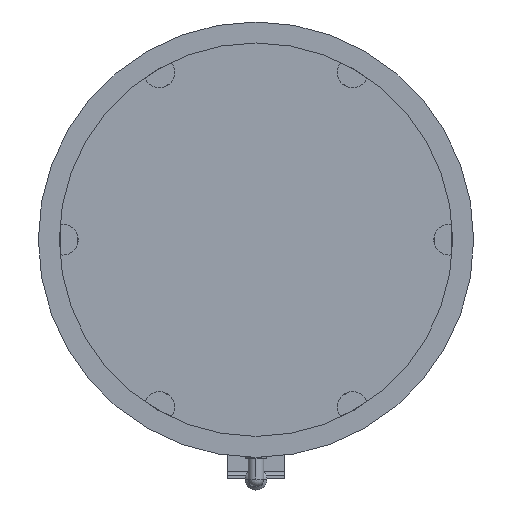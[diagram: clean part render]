
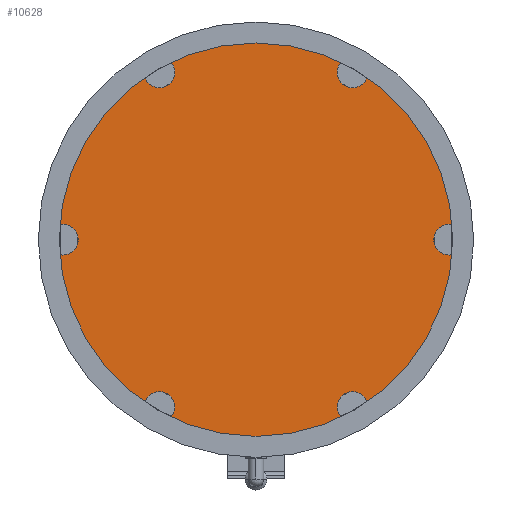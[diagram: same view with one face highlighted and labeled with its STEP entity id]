
A CAD part, front view. The second image highlights one B-rep face of the part: STEP entity #10628.
In plain terms, the highlighted planar face has unit normal (0, -1, 0).
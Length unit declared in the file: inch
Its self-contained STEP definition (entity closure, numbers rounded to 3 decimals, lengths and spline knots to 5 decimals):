
#103 = EDGE_CURVE ( 'NONE', #13932, #9548, #1689, .T. ) ;
#489 = CARTESIAN_POINT ( 'NONE',  ( 0., -4.53, 4.971 ) ) ;
#611 = CIRCLE ( 'NONE', #9965, 0.365 ) ;
#753 = CARTESIAN_POINT ( 'NONE',  ( 2.3, -4.53, -3.61872 ) ) ;
#1218 = CIRCLE ( 'NONE', #7136, 0.365 ) ;
#1222 = DIRECTION ( 'NONE',  ( 0., 0., 1. ) ) ;
#1436 = FACE_BOUND ( 'NONE', #9275, .T. ) ;
#1452 = AXIS2_PLACEMENT_3D ( 'NONE', #15338, #7131, #16706 ) ;
#1460 = EDGE_CURVE ( 'NONE', #9843, #15935, #611, .T. ) ;
#1689 = CIRCLE ( 'NONE', #7347, 0.365 ) ;
#1868 = FACE_BOUND ( 'NONE', #13432, .T. ) ;
#1912 = CARTESIAN_POINT ( 'NONE',  ( 2.3, -4.53, 3.98372 ) ) ;
#2245 = CARTESIAN_POINT ( 'NONE',  ( 2.3, -4.53, 4.34872 ) ) ;
#2341 = AXIS2_PLACEMENT_3D ( 'NONE', #15631, #7423, #16991 ) ;
#2600 = EDGE_CURVE ( 'NONE', #15881, #3866, #1218, .T. ) ;
#2691 = ORIENTED_EDGE ( 'NONE', *, *, #5409, .T. ) ;
#2724 = DIRECTION ( 'NONE',  ( 0., 1., 0. ) ) ;
#3127 = VERTEX_POINT ( 'NONE', #14891 ) ;
#3209 = DIRECTION ( 'NONE',  ( 0., 1., 0. ) ) ;
#3309 = DIRECTION ( 'NONE',  ( 0., 0., 1. ) ) ;
#3519 = CARTESIAN_POINT ( 'NONE',  ( 4.6, -4.53, 0. ) ) ;
#3866 = VERTEX_POINT ( 'NONE', #7174 ) ;
#3915 = DIRECTION ( 'NONE',  ( 0., 1., 0. ) ) ;
#4180 = CIRCLE ( 'NONE', #5488, 0.365 ) ;
#4490 = CARTESIAN_POINT ( 'NONE',  ( -4.6, -4.53, -0.365 ) ) ;
#4795 = AXIS2_PLACEMENT_3D ( 'NONE', #13040, #4853, #14437 ) ;
#4853 = DIRECTION ( 'NONE',  ( 0., -1., 0. ) ) ;
#4879 = DIRECTION ( 'NONE',  ( 0., 0., 1. ) ) ;
#4890 = CARTESIAN_POINT ( 'NONE',  ( -2.3, -4.53, 3.98372 ) ) ;
#5034 = ORIENTED_EDGE ( 'NONE', *, *, #5844, .T. ) ;
#5092 = FACE_BOUND ( 'NONE', #9405, .T. ) ;
#5134 = CIRCLE ( 'NONE', #2341, 0.365 ) ;
#5409 = EDGE_CURVE ( 'NONE', #10587, #7414, #7927, .T. ) ;
#5431 = ORIENTED_EDGE ( 'NONE', *, *, #1460, .T. ) ;
#5453 = AXIS2_PLACEMENT_3D ( 'NONE', #4890, #14467, #6269 ) ;
#5488 = AXIS2_PLACEMENT_3D ( 'NONE', #7725, #17313, #9075 ) ;
#5691 = AXIS2_PLACEMENT_3D ( 'NONE', #1912, #11475, #3309 ) ;
#5734 = EDGE_LOOP ( 'NONE', ( #12857, #8626 ) ) ;
#5807 = ORIENTED_EDGE ( 'NONE', *, *, #2600, .T. ) ;
#5844 = EDGE_CURVE ( 'NONE', #7414, #10587, #5134, .T. ) ;
#5915 = CARTESIAN_POINT ( 'NONE',  ( 2.3, -4.53, 3.98372 ) ) ;
#6269 = DIRECTION ( 'NONE',  ( 0., 0., 1. ) ) ;
#6366 = ORIENTED_EDGE ( 'NONE', *, *, #13813, .T. ) ;
#6393 = CARTESIAN_POINT ( 'NONE',  ( -2.3, -4.53, 4.34872 ) ) ;
#6466 = ORIENTED_EDGE ( 'NONE', *, *, #103, .T. ) ;
#6514 = DIRECTION ( 'NONE',  ( 0., -1., 0. ) ) ;
#6838 = CARTESIAN_POINT ( 'NONE',  ( -4.6, -4.53, 0. ) ) ;
#7069 = CARTESIAN_POINT ( 'NONE',  ( 2.3, -4.53, -4.34872 ) ) ;
#7131 = DIRECTION ( 'NONE',  ( 0., 1., 0. ) ) ;
#7136 = AXIS2_PLACEMENT_3D ( 'NONE', #5915, #15502, #7291 ) ;
#7174 = CARTESIAN_POINT ( 'NONE',  ( 2.3, -4.53, 3.61872 ) ) ;
#7291 = DIRECTION ( 'NONE',  ( 0., 0., 1. ) ) ;
#7347 = AXIS2_PLACEMENT_3D ( 'NONE', #8147, #17736, #9500 ) ;
#7414 = VERTEX_POINT ( 'NONE', #11852 ) ;
#7423 = DIRECTION ( 'NONE',  ( 0., 1., 0. ) ) ;
#7473 = VERTEX_POINT ( 'NONE', #13371 ) ;
#7538 = EDGE_CURVE ( 'NONE', #11224, #10939, #12263, .T. ) ;
#7725 = CARTESIAN_POINT ( 'NONE',  ( -4.6, -4.53, 0. ) ) ;
#7816 = EDGE_CURVE ( 'NONE', #15935, #9843, #8404, .T. ) ;
#7927 = CIRCLE ( 'NONE', #5453, 0.365 ) ;
#7941 = ORIENTED_EDGE ( 'NONE', *, *, #16962, .T. ) ;
#8147 = CARTESIAN_POINT ( 'NONE',  ( 2.3, -4.53, -3.98372 ) ) ;
#8194 = DIRECTION ( 'NONE',  ( 0., 0., 1. ) ) ;
#8287 = VERTEX_POINT ( 'NONE', #11738 ) ;
#8299 = FACE_BOUND ( 'NONE', #8619, .T. ) ;
#8404 = CIRCLE ( 'NONE', #10129, 0.365 ) ;
#8619 = EDGE_LOOP ( 'NONE', ( #17001, #6366 ) ) ;
#8626 = ORIENTED_EDGE ( 'NONE', *, *, #13582, .T. ) ;
#8655 = CARTESIAN_POINT ( 'NONE',  ( -2.3, -4.53, -4.34872 ) ) ;
#8709 = FACE_OUTER_BOUND ( 'NONE', #5734, .T. ) ;
#8913 = ORIENTED_EDGE ( 'NONE', *, *, #12902, .T. ) ;
#9065 = CIRCLE ( 'NONE', #9107, 0.365 ) ;
#9075 = DIRECTION ( 'NONE',  ( 0., 0., 1. ) ) ;
#9107 = AXIS2_PLACEMENT_3D ( 'NONE', #10885, #2724, #12262 ) ;
#9205 = CIRCLE ( 'NONE', #4795, 4.971 ) ;
#9275 = EDGE_LOOP ( 'NONE', ( #7941, #6466 ) ) ;
#9405 = EDGE_LOOP ( 'NONE', ( #2691, #5034 ) ) ;
#9418 = DIRECTION ( 'NONE',  ( 0., -1., 0. ) ) ;
#9500 = DIRECTION ( 'NONE',  ( 0., 0., 1. ) ) ;
#9548 = VERTEX_POINT ( 'NONE', #753 ) ;
#9842 = EDGE_CURVE ( 'NONE', #3866, #15881, #16899, .T. ) ;
#9843 = VERTEX_POINT ( 'NONE', #8655 ) ;
#9965 = AXIS2_PLACEMENT_3D ( 'NONE', #12084, #3915, #13484 ) ;
#10129 = AXIS2_PLACEMENT_3D ( 'NONE', #11375, #3209, #12735 ) ;
#10540 = CARTESIAN_POINT ( 'NONE',  ( -2.3, -4.53, -3.61872 ) ) ;
#10587 = VERTEX_POINT ( 'NONE', #6393 ) ;
#10628 = ADVANCED_FACE ( 'NONE', ( #1868, #15595, #5092, #8709, #11922, #1436, #8299 ), #11931, .T. ) ;
#10885 = CARTESIAN_POINT ( 'NONE',  ( 2.3, -4.53, -3.98372 ) ) ;
#10939 = VERTEX_POINT ( 'NONE', #17023 ) ;
#11224 = VERTEX_POINT ( 'NONE', #489 ) ;
#11375 = CARTESIAN_POINT ( 'NONE',  ( -2.3, -4.53, -3.98372 ) ) ;
#11475 = DIRECTION ( 'NONE',  ( 0., 1., 0. ) ) ;
#11738 = CARTESIAN_POINT ( 'NONE',  ( 4.6, -4.53, 0.365 ) ) ;
#11852 = CARTESIAN_POINT ( 'NONE',  ( -2.3, -4.53, 3.61872 ) ) ;
#11922 = FACE_BOUND ( 'NONE', #17033, .T. ) ;
#11931 = PLANE ( 'NONE',  #13613 ) ;
#12084 = CARTESIAN_POINT ( 'NONE',  ( -2.3, -4.53, -3.98372 ) ) ;
#12127 = AXIS2_PLACEMENT_3D ( 'NONE', #6838, #16401, #8194 ) ;
#12203 = CIRCLE ( 'NONE', #12127, 0.365 ) ;
#12262 = DIRECTION ( 'NONE',  ( 0., 0., 1. ) ) ;
#12263 = CIRCLE ( 'NONE', #15995, 4.971 ) ;
#12594 = EDGE_CURVE ( 'NONE', #7473, #12959, #4180, .T. ) ;
#12735 = DIRECTION ( 'NONE',  ( 0., 0., 1. ) ) ;
#12857 = ORIENTED_EDGE ( 'NONE', *, *, #7538, .T. ) ;
#12902 = EDGE_CURVE ( 'NONE', #8287, #3127, #14460, .T. ) ;
#12959 = VERTEX_POINT ( 'NONE', #4490 ) ;
#13040 = CARTESIAN_POINT ( 'NONE',  ( 0., -4.53, 0. ) ) ;
#13069 = DIRECTION ( 'NONE',  ( 0., 1., 0. ) ) ;
#13314 = CARTESIAN_POINT ( 'NONE',  ( 0., -4.53, 0. ) ) ;
#13371 = CARTESIAN_POINT ( 'NONE',  ( -4.6, -4.53, 0.365 ) ) ;
#13432 = EDGE_LOOP ( 'NONE', ( #15011, #5431 ) ) ;
#13484 = DIRECTION ( 'NONE',  ( 0., 0., 1. ) ) ;
#13582 = EDGE_CURVE ( 'NONE', #10939, #11224, #9205, .T. ) ;
#13613 = AXIS2_PLACEMENT_3D ( 'NONE', #13314, #6514, #16092 ) ;
#13813 = EDGE_CURVE ( 'NONE', #12959, #7473, #12203, .T. ) ;
#13932 = VERTEX_POINT ( 'NONE', #7069 ) ;
#14400 = ORIENTED_EDGE ( 'NONE', *, *, #15833, .T. ) ;
#14437 = DIRECTION ( 'NONE',  ( 0., 0., 1. ) ) ;
#14460 = CIRCLE ( 'NONE', #1452, 0.365 ) ;
#14467 = DIRECTION ( 'NONE',  ( 0., 1., 0. ) ) ;
#14510 = AXIS2_PLACEMENT_3D ( 'NONE', #3519, #13069, #4879 ) ;
#14524 = CIRCLE ( 'NONE', #14510, 0.365 ) ;
#14574 = EDGE_LOOP ( 'NONE', ( #8913, #14400 ) ) ;
#14891 = CARTESIAN_POINT ( 'NONE',  ( 4.6, -4.53, -0.365 ) ) ;
#15011 = ORIENTED_EDGE ( 'NONE', *, *, #7816, .T. ) ;
#15338 = CARTESIAN_POINT ( 'NONE',  ( 4.6, -4.53, 0. ) ) ;
#15502 = DIRECTION ( 'NONE',  ( 0., 1., 0. ) ) ;
#15595 = FACE_BOUND ( 'NONE', #14574, .T. ) ;
#15631 = CARTESIAN_POINT ( 'NONE',  ( -2.3, -4.53, 3.98372 ) ) ;
#15833 = EDGE_CURVE ( 'NONE', #3127, #8287, #14524, .T. ) ;
#15881 = VERTEX_POINT ( 'NONE', #2245 ) ;
#15935 = VERTEX_POINT ( 'NONE', #10540 ) ;
#15995 = AXIS2_PLACEMENT_3D ( 'NONE', #17646, #9418, #1222 ) ;
#16092 = DIRECTION ( 'NONE',  ( 0., 0., 1. ) ) ;
#16401 = DIRECTION ( 'NONE',  ( 0., 1., 0. ) ) ;
#16706 = DIRECTION ( 'NONE',  ( 0., 0., 1. ) ) ;
#16899 = CIRCLE ( 'NONE', #5691, 0.365 ) ;
#16962 = EDGE_CURVE ( 'NONE', #9548, #13932, #9065, .T. ) ;
#16991 = DIRECTION ( 'NONE',  ( 0., 0., 1. ) ) ;
#17001 = ORIENTED_EDGE ( 'NONE', *, *, #12594, .T. ) ;
#17023 = CARTESIAN_POINT ( 'NONE',  ( 0., -4.53, -4.971 ) ) ;
#17033 = EDGE_LOOP ( 'NONE', ( #5807, #17655 ) ) ;
#17313 = DIRECTION ( 'NONE',  ( 0., 1., 0. ) ) ;
#17646 = CARTESIAN_POINT ( 'NONE',  ( 0., -4.53, 0. ) ) ;
#17655 = ORIENTED_EDGE ( 'NONE', *, *, #9842, .T. ) ;
#17736 = DIRECTION ( 'NONE',  ( 0., 1., 0. ) ) ;
